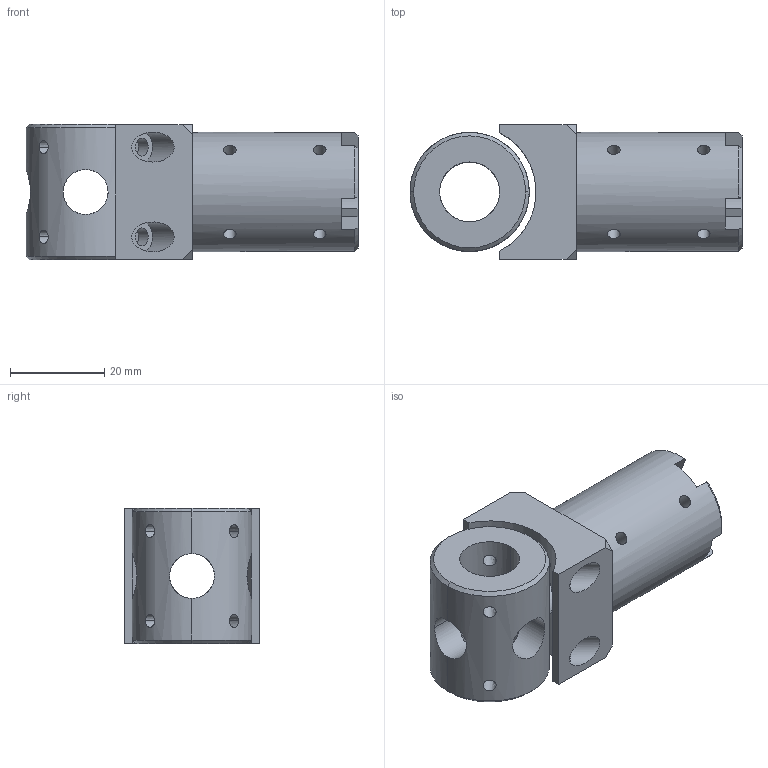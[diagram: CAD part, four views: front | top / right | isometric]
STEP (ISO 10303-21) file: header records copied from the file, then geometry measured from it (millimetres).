
FILE_DESCRIPTION(/* description */ ('Alibre Inc.'),/* implementation_level */ '2;1');
FILE_NAME(/* name */ 'export0',/* time_stamp */ '2015-05-18T12:44:21-07:00',/* author */ (''),/* organization */ (''),/* preprocessor_version */ 'ST-DEVELOPER v14',/* originating_system */ 'Alibre',/* authorisation */ '');
FILE_SCHEMA (('CONFIG_CONTROL_DESIGN'));
Length unit declared in the file: inch
Products named in the file (4): ID_1; ID_2; ID_3
Bounding box: 70.4 x 28.57 x 28.7 mm (x, y, z)
Volume: 25121.2 mm3; surface area: 16916.1 mm2
Topology: 3 solids, 3 shells, 104 faces, 305 edges, 204 vertices
Faces by surface type: cylinder 46, plane 34, bspline 16, cone 8
Full cylindrical faces by diameter (mm): 2.692 x12, 3.785 x8, 3.81 x4, 6.35 x4, 12.7 x2, 25.273 x1
Entity records: 10141 total; most frequent: CARTESIAN_POINT 7403, ORIENTED_EDGE 524, DIRECTION 320, EDGE_CURVE 262, EDGE_LOOP 210, FACE_BOUND 210, VERTEX_POINT 192, AXIS2_PLACEMENT_3D 145
